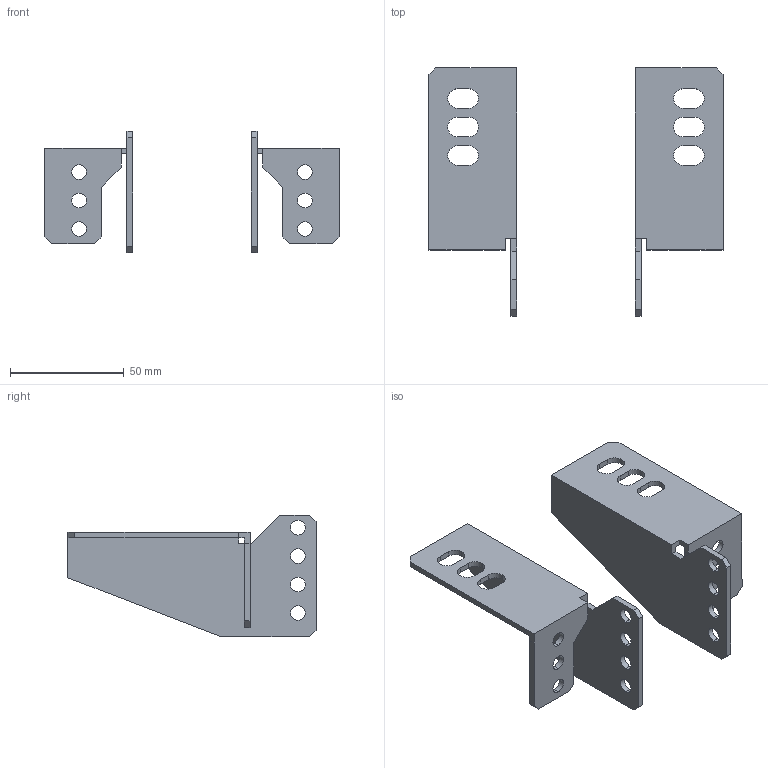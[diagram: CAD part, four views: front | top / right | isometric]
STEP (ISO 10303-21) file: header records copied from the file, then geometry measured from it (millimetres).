
FILE_DESCRIPTION (( 'STEP AP203' ), '1' );
FILE_NAME ('FO-00-BSB-IEK FORMAT Êðîíøòåéí ñèñòåìû ñáîðíûõ øèí (2øò_óïàê) IEK.STEP', '2024-07-09T06:16:02', ( '' ), ( '' ), 'SwSTEP 2.0', 'SolidWorks 2022', '' );
FILE_SCHEMA (( 'CONFIG_CONTROL_DESIGN' ));
Length unit declared in the file: millimetre
Products named in the file (1): FO-00-BSB-IEK FORMAT Кронштейн системы сборных шин (2шт_упак) IEK
Bounding box: 129.14 x 109 x 53.5 mm (x, y, z)
Volume: 38131.1 mm3; surface area: 34038.1 mm2
Topology: 2 solids, 2 shells, 116 faces, 336 edges, 224 vertices
Faces by surface type: plane 70, cylinder 46
Entity records: 3987 total; most frequent: CARTESIAN_POINT 677, ORIENTED_EDGE 672, DIRECTION 662, EDGE_CURVE 336, VECTOR 244, LINE 244, VERTEX_POINT 224, AXIS2_PLACEMENT_3D 209
